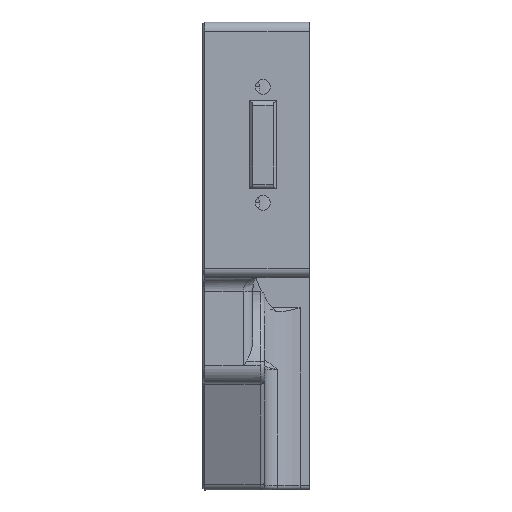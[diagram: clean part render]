
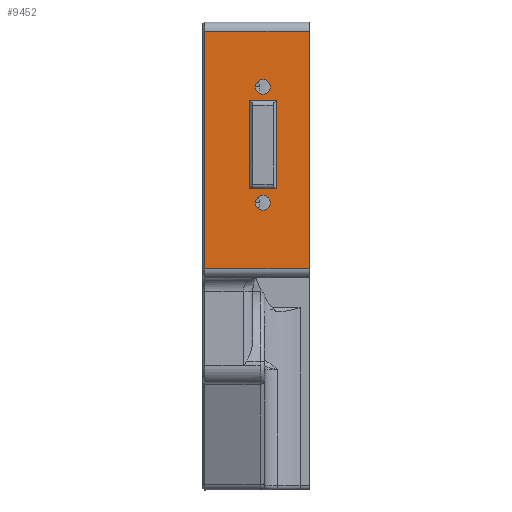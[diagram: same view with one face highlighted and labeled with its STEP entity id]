
A CAD part, left-side view. The second image highlights one B-rep face of the part: STEP entity #9452.
In plain terms, the highlighted planar face has unit normal (-1, 0, 0).
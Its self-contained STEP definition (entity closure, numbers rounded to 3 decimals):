
#110 = CARTESIAN_POINT ( 'NONE',  ( -159.5, 10.174, -65. ) ) ;
#188 = VERTEX_POINT ( 'NONE', #8968 ) ;
#351 = CARTESIAN_POINT ( 'NONE',  ( -159.5, 13.174, -43. ) ) ;
#465 = VECTOR ( 'NONE', #797, 1000. ) ;
#477 = ORIENTED_EDGE ( 'NONE', *, *, #14956, .F. ) ;
#638 = DIRECTION ( 'NONE',  ( -1., 0., 0. ) ) ;
#749 = DIRECTION ( 'NONE',  ( 0., 1., 0. ) ) ;
#797 = DIRECTION ( 'NONE',  ( 0., 0., 1. ) ) ;
#963 = DIRECTION ( 'NONE',  ( -1., 0., 0. ) ) ;
#1168 = ORIENTED_EDGE ( 'NONE', *, *, #13061, .F. ) ;
#1203 = VECTOR ( 'NONE', #9251, 1000. ) ;
#1765 = VECTOR ( 'NONE', #4452, 1000. ) ;
#1966 = CARTESIAN_POINT ( 'NONE',  ( -159.5, 10.174, -38.4 ) ) ;
#2233 = EDGE_CURVE ( 'NONE', #18548, #6324, #5464, .T. ) ;
#2299 = VERTEX_POINT ( 'NONE', #5687 ) ;
#2554 = VERTEX_POINT ( 'NONE', #18236 ) ;
#2935 = VERTEX_POINT ( 'NONE', #8347 ) ;
#2978 = DIRECTION ( 'NONE',  ( -1., 0., 0. ) ) ;
#3020 = CARTESIAN_POINT ( 'NONE',  ( -159.5, 10.174, -63.4 ) ) ;
#3142 = CIRCLE ( 'NONE', #4147, 1.6 ) ;
#3280 = EDGE_LOOP ( 'NONE', ( #1168, #19946 ) ) ;
#3417 = CIRCLE ( 'NONE', #7113, 1.6 ) ;
#3767 = ORIENTED_EDGE ( 'NONE', *, *, #2233, .T. ) ;
#3962 = CARTESIAN_POINT ( 'NONE',  ( -159.5, 7.174, -196.921 ) ) ;
#4147 = AXIS2_PLACEMENT_3D ( 'NONE', #17389, #2978, #9396 ) ;
#4173 = EDGE_CURVE ( 'NONE', #14236, #17263, #19424, .T. ) ;
#4313 = DIRECTION ( 'NONE',  ( 0., 1., 0. ) ) ;
#4452 = DIRECTION ( 'NONE',  ( 0., -1., 0. ) ) ;
#4548 = AXIS2_PLACEMENT_3D ( 'NONE', #14940, #638, #10213 ) ;
#4979 = ORIENTED_EDGE ( 'NONE', *, *, #4173, .T. ) ;
#5322 = LINE ( 'NONE', #11741, #6046 ) ;
#5342 = CARTESIAN_POINT ( 'NONE',  ( -159.5, 10.174, -40. ) ) ;
#5464 = LINE ( 'NONE', #11888, #18007 ) ;
#5678 = LINE ( 'NONE', #10511, #18051 ) ;
#5687 = CARTESIAN_POINT ( 'NONE',  ( -159.5, 10.174, -66.6 ) ) ;
#5755 = EDGE_CURVE ( 'NONE', #12518, #2299, #3142, .T. ) ;
#5914 = LINE ( 'NONE', #13701, #8567 ) ;
#6046 = VECTOR ( 'NONE', #13509, 1000. ) ;
#6324 = VERTEX_POINT ( 'NONE', #11447 ) ;
#6695 = AXIS2_PLACEMENT_3D ( 'NONE', #110, #11075, #16015 ) ;
#6951 = FACE_BOUND ( 'NONE', #15518, .T. ) ;
#7113 = AXIS2_PLACEMENT_3D ( 'NONE', #5342, #11763, #18072 ) ;
#7711 = CARTESIAN_POINT ( 'NONE',  ( -159.5, 19.442, -43. ) ) ;
#7760 = CARTESIAN_POINT ( 'NONE',  ( -159.5, 7.174, -43. ) ) ;
#8122 = EDGE_CURVE ( 'NONE', #2935, #188, #5322, .T. ) ;
#8209 = DIRECTION ( 'NONE',  ( 0., 1., 0. ) ) ;
#8347 = CARTESIAN_POINT ( 'NONE',  ( -159.5, 0.174, -79.2 ) ) ;
#8567 = VECTOR ( 'NONE', #749, 1000. ) ;
#8675 = VECTOR ( 'NONE', #12918, 1000. ) ;
#8968 = CARTESIAN_POINT ( 'NONE',  ( -159.5, 0.174, -28. ) ) ;
#9251 = DIRECTION ( 'NONE',  ( 0., 0., 1. ) ) ;
#9266 = EDGE_LOOP ( 'NONE', ( #10030, #17024 ) ) ;
#9333 = EDGE_CURVE ( 'NONE', #2299, #12518, #15775, .T. ) ;
#9396 = DIRECTION ( 'NONE',  ( 0., 0., 1. ) ) ;
#9452 = ADVANCED_FACE ( 'NONE', ( #11583, #18187, #11886, #6951 ), #13151, .T. ) ;
#9558 = CARTESIAN_POINT ( 'NONE',  ( -159.5, 13.174, -196.921 ) ) ;
#10030 = ORIENTED_EDGE ( 'NONE', *, *, #5755, .F. ) ;
#10213 = DIRECTION ( 'NONE',  ( 0., 0., 1. ) ) ;
#10487 = ORIENTED_EDGE ( 'NONE', *, *, #8122, .T. ) ;
#10511 = CARTESIAN_POINT ( 'NONE',  ( -159.5, 19.774, -28. ) ) ;
#11075 = DIRECTION ( 'NONE',  ( -1., 0., 0. ) ) ;
#11123 = EDGE_CURVE ( 'NONE', #18668, #17320, #3417, .T. ) ;
#11126 = CIRCLE ( 'NONE', #14155, 1.6 ) ;
#11447 = CARTESIAN_POINT ( 'NONE',  ( -159.5, 13.174, -62. ) ) ;
#11542 = LINE ( 'NONE', #16164, #8675 ) ;
#11583 = FACE_OUTER_BOUND ( 'NONE', #20746, .T. ) ;
#11741 = CARTESIAN_POINT ( 'NONE',  ( -159.5, 0.174, -196.921 ) ) ;
#11763 = DIRECTION ( 'NONE',  ( -1., 0., 0. ) ) ;
#11886 = FACE_BOUND ( 'NONE', #3280, .T. ) ;
#11888 = CARTESIAN_POINT ( 'NONE',  ( -159.5, 16.938, -62. ) ) ;
#12010 = DIRECTION ( 'NONE',  ( 0., 0., 1. ) ) ;
#12057 = LINE ( 'NONE', #3962, #465 ) ;
#12518 = VERTEX_POINT ( 'NONE', #3020 ) ;
#12699 = CARTESIAN_POINT ( 'NONE',  ( -159.5, 10.174, -41.6 ) ) ;
#12700 = CARTESIAN_POINT ( 'NONE',  ( -159.5, 22.774, -28. ) ) ;
#12918 = DIRECTION ( 'NONE',  ( 0., 0., -1. ) ) ;
#13061 = EDGE_CURVE ( 'NONE', #17320, #18668, #11126, .T. ) ;
#13151 = PLANE ( 'NONE',  #4548 ) ;
#13509 = DIRECTION ( 'NONE',  ( 0., 0., 1. ) ) ;
#13701 = CARTESIAN_POINT ( 'NONE',  ( -159.5, 0.174, -79.2 ) ) ;
#14155 = AXIS2_PLACEMENT_3D ( 'NONE', #18510, #963, #12010 ) ;
#14236 = VERTEX_POINT ( 'NONE', #351 ) ;
#14835 = ORIENTED_EDGE ( 'NONE', *, *, #20430, .T. ) ;
#14940 = CARTESIAN_POINT ( 'NONE',  ( -159.5, 19.774, -196.921 ) ) ;
#14956 = EDGE_CURVE ( 'NONE', #18548, #17263, #12057, .T. ) ;
#15518 = EDGE_LOOP ( 'NONE', ( #3767, #17754, #4979, #477 ) ) ;
#15775 = CIRCLE ( 'NONE', #6695, 1.6 ) ;
#16015 = DIRECTION ( 'NONE',  ( 0., 0., 1. ) ) ;
#16164 = CARTESIAN_POINT ( 'NONE',  ( -159.5, 22.774, -196.921 ) ) ;
#16644 = EDGE_CURVE ( 'NONE', #2935, #2554, #5914, .T. ) ;
#17024 = ORIENTED_EDGE ( 'NONE', *, *, #9333, .F. ) ;
#17263 = VERTEX_POINT ( 'NONE', #7760 ) ;
#17320 = VERTEX_POINT ( 'NONE', #1966 ) ;
#17389 = CARTESIAN_POINT ( 'NONE',  ( -159.5, 10.174, -65. ) ) ;
#17754 = ORIENTED_EDGE ( 'NONE', *, *, #18325, .T. ) ;
#18007 = VECTOR ( 'NONE', #8209, 1000. ) ;
#18051 = VECTOR ( 'NONE', #4313, 1000. ) ;
#18072 = DIRECTION ( 'NONE',  ( 0., 0., 1. ) ) ;
#18146 = ORIENTED_EDGE ( 'NONE', *, *, #16644, .F. ) ;
#18187 = FACE_BOUND ( 'NONE', #9266, .T. ) ;
#18236 = CARTESIAN_POINT ( 'NONE',  ( -159.5, 22.774, -79.2 ) ) ;
#18325 = EDGE_CURVE ( 'NONE', #6324, #14236, #19036, .T. ) ;
#18483 = ORIENTED_EDGE ( 'NONE', *, *, #20124, .T. ) ;
#18510 = CARTESIAN_POINT ( 'NONE',  ( -159.5, 10.174, -40. ) ) ;
#18548 = VERTEX_POINT ( 'NONE', #20257 ) ;
#18668 = VERTEX_POINT ( 'NONE', #12699 ) ;
#19036 = LINE ( 'NONE', #9558, #1203 ) ;
#19424 = LINE ( 'NONE', #7711, #1765 ) ;
#19946 = ORIENTED_EDGE ( 'NONE', *, *, #11123, .F. ) ;
#20124 = EDGE_CURVE ( 'NONE', #188, #20616, #5678, .T. ) ;
#20257 = CARTESIAN_POINT ( 'NONE',  ( -159.5, 7.174, -62. ) ) ;
#20430 = EDGE_CURVE ( 'NONE', #20616, #2554, #11542, .T. ) ;
#20616 = VERTEX_POINT ( 'NONE', #12700 ) ;
#20746 = EDGE_LOOP ( 'NONE', ( #18483, #14835, #18146, #10487 ) ) ;
